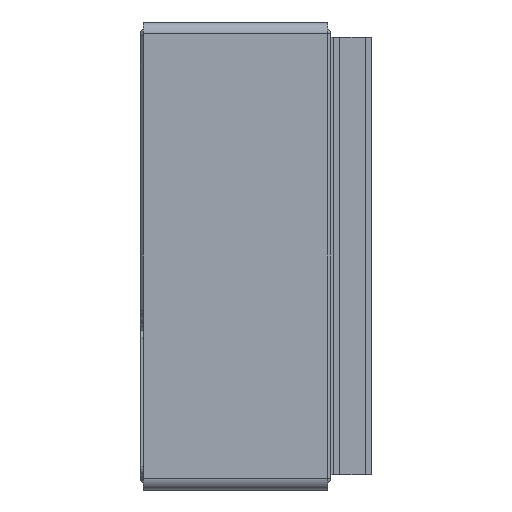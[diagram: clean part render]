
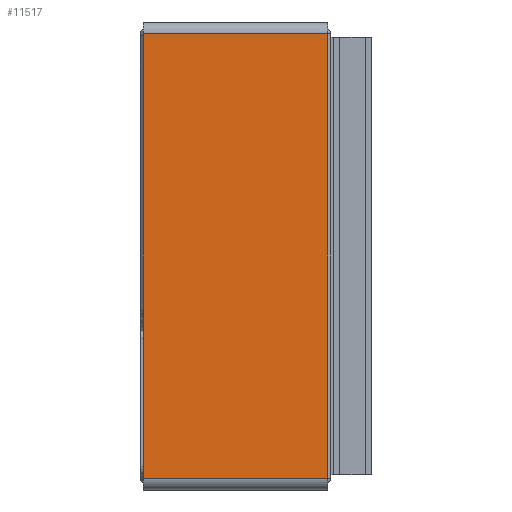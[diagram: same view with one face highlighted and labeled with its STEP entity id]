
A CAD part, left-side view. The second image highlights one B-rep face of the part: STEP entity #11517.
In plain terms, the highlighted planar face has unit normal (-1, 0, 0).
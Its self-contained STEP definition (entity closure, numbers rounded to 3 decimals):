
#11488 = EDGE_CURVE('',#11489,#11491,#11493,.T.);
#11489 = VERTEX_POINT('',#11490);
#11490 = CARTESIAN_POINT('',(-2.7,0.035,1.44));
#11491 = VERTEX_POINT('',#11492);
#11492 = CARTESIAN_POINT('',(-2.7,1.23,1.44));
#11493 = LINE('',#11494,#11495);
#11494 = CARTESIAN_POINT('',(-2.7,1.25,1.44));
#11495 = VECTOR('',#11496,1.);
#11496 = DIRECTION('',(-0.,1.,-0.));
#11517 = ADVANCED_FACE('',(#11518),#11543,.F.);
#11518 = FACE_BOUND('',#11519,.T.);
#11519 = EDGE_LOOP('',(#11520,#11528,#11529,#11537));
#11520 = ORIENTED_EDGE('',*,*,#11521,.F.);
#11521 = EDGE_CURVE('',#11489,#11522,#11524,.T.);
#11522 = VERTEX_POINT('',#11523);
#11523 = CARTESIAN_POINT('',(-2.7,0.035,-1.44));
#11524 = LINE('',#11525,#11526);
#11525 = CARTESIAN_POINT('',(-2.7,0.035,0.));
#11526 = VECTOR('',#11527,1.);
#11527 = DIRECTION('',(0.,0.,-1.));
#11528 = ORIENTED_EDGE('',*,*,#11488,.T.);
#11529 = ORIENTED_EDGE('',*,*,#11530,.F.);
#11530 = EDGE_CURVE('',#11531,#11491,#11533,.T.);
#11531 = VERTEX_POINT('',#11532);
#11532 = CARTESIAN_POINT('',(-2.7,1.23,-1.44));
#11533 = LINE('',#11534,#11535);
#11534 = CARTESIAN_POINT('',(-2.7,1.23,-1.515));
#11535 = VECTOR('',#11536,1.);
#11536 = DIRECTION('',(0.,0.,1.));
#11537 = ORIENTED_EDGE('',*,*,#11538,.T.);
#11538 = EDGE_CURVE('',#11531,#11522,#11539,.T.);
#11539 = LINE('',#11540,#11541);
#11540 = CARTESIAN_POINT('',(-2.7,1.25,-1.44));
#11541 = VECTOR('',#11542,1.);
#11542 = DIRECTION('',(0.,-1.,0.));
#11543 = PLANE('',#11544);
#11544 = AXIS2_PLACEMENT_3D('',#11545,#11546,#11547);
#11545 = CARTESIAN_POINT('',(-2.7,1.25,-1.515));
#11546 = DIRECTION('',(1.,0.,0.));
#11547 = DIRECTION('',(0.,0.,-1.));
